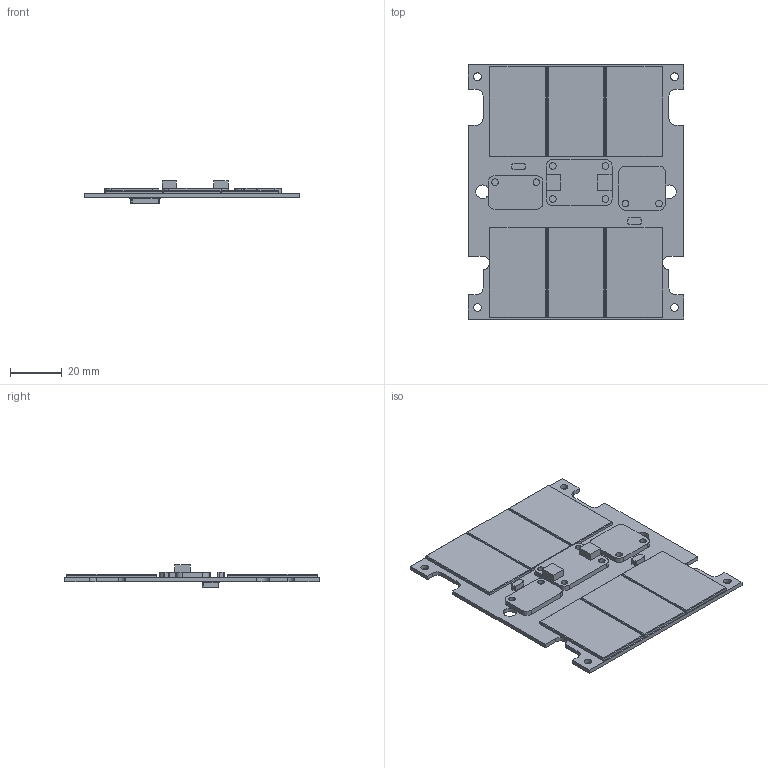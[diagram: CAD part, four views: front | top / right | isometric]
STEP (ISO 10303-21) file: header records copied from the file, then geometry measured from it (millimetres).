
FILE_DESCRIPTION(('KiCad electronic assembly'),'2;1');
FILE_NAME('solar-panel-NoCutout.step','2022-06-07T20:51:51',('An Author' ),('A Company'),'Open CASCADE STEP processor 6.9', 'KiCad to STEP converter','Unknown');
FILE_SCHEMA(('AUTOMOTIVE_DESIGN { 1 0 10303 214 1 1 1 1 }'));
Length unit declared in the file: millimetre
Products named in the file (14): Open CASCADE STEP translator 6.9 1; SM101K07TF; SOLID; APDS9960; 5040500591; COMPOUND; MCP9808; DRV2605L; CDBA240LL-HF
Assembly tree (19 placements, depth 3):
  Open CASCADE STEP translator 6.9 1
    SM101K07TF  x6
      SOLID
    APDS9960
      SOLID
    5040500591
      COMPOUND
    MCP9808
      SOLID
    DRV2605L
      SOLID
    CDBA240LL-HF  x2
      SOLID
    COMPOUND
Bounding box: 83 x 98 x 8.58 mm (x, y, z)
Volume: 19734.3 mm3; surface area: 29034.8 mm2
Topology: 13 solids, 13 shells, 510 faces, 1410 edges, 950 vertices
Faces by surface type: plane 385, cylinder 115, sphere 10
Full cylindrical faces by diameter (mm): 2 x12, 2.95 x4, 5.25 x2
Entity records: 31723 total; most frequent: CARTESIAN_POINT 6010, DIRECTION 4836, LINE 3316, VECTOR 3316, ORIENTED_EDGE 2492, PCURVE 2492, DEFINITIONAL_REPRESENTATION 2492, EDGE_CURVE 1246
